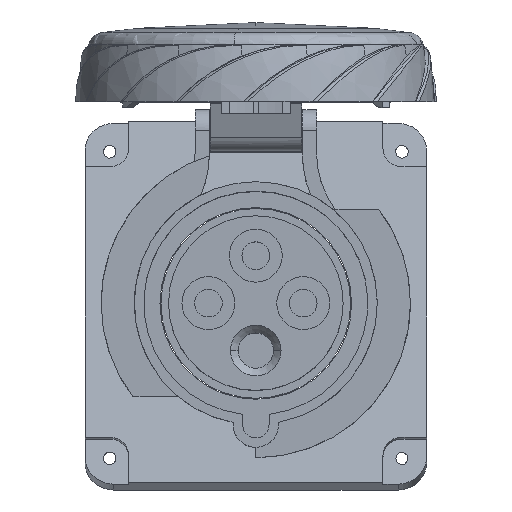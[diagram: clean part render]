
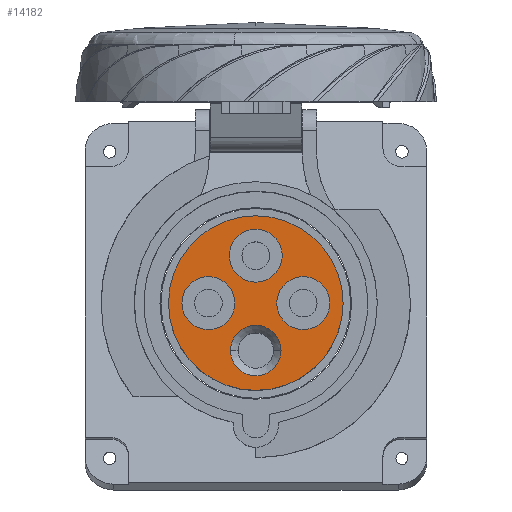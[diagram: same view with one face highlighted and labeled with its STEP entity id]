
A CAD part, top view. The second image highlights one B-rep face of the part: STEP entity #14182.
In plain terms, the highlighted planar face has unit normal (0, 0, 1).
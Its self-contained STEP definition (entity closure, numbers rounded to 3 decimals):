
#13423=CARTESIAN_POINT('',(0.,0.,0.));
#13424=DIRECTION('',(0.,0.,-1.));
#13425=DIRECTION('',(0.,1.,0.));
#13426=AXIS2_PLACEMENT_3D('',#13423,#13424,#13425);
#13428=CARTESIAN_POINT('',(0.,0.,0.));
#13429=DIRECTION('',(0.,0.,-1.));
#13430=DIRECTION('',(0.,-1.,0.));
#13431=AXIS2_PLACEMENT_3D('',#13428,#13429,#13430);
#13433=CARTESIAN_POINT('',(0.,-12.5,0.));
#13434=DIRECTION('',(0.,0.,1.));
#13435=DIRECTION('',(-1.,0.,0.));
#13436=AXIS2_PLACEMENT_3D('',#13433,#13434,#13435);
#13438=CARTESIAN_POINT('',(0.,-12.5,0.));
#13439=DIRECTION('',(0.,0.,1.));
#13440=DIRECTION('',(0.,-1.,0.));
#13441=AXIS2_PLACEMENT_3D('',#13438,#13439,#13440);
#13443=CARTESIAN_POINT('',(0.,-12.5,0.));
#13444=DIRECTION('',(0.,0.,1.));
#13445=DIRECTION('',(1.,0.,0.));
#13446=AXIS2_PLACEMENT_3D('',#13443,#13444,#13445);
#13448=CARTESIAN_POINT('',(0.,-12.5,0.));
#13449=DIRECTION('',(0.,0.,1.));
#13450=DIRECTION('',(0.,1.,0.));
#13451=AXIS2_PLACEMENT_3D('',#13448,#13449,#13450);
#13453=CARTESIAN_POINT('',(0.,12.5,0.));
#13454=DIRECTION('',(0.,0.,1.));
#13455=DIRECTION('',(1.,0.,0.));
#13456=AXIS2_PLACEMENT_3D('',#13453,#13454,#13455);
#13458=CARTESIAN_POINT('',(0.,12.5,0.));
#13459=DIRECTION('',(0.,0.,1.));
#13460=DIRECTION('',(-1.,0.,0.));
#13461=AXIS2_PLACEMENT_3D('',#13458,#13459,#13460);
#13463=CARTESIAN_POINT('',(12.5,0.,0.));
#13464=DIRECTION('',(0.,0.,1.));
#13465=DIRECTION('',(1.,0.,0.));
#13466=AXIS2_PLACEMENT_3D('',#13463,#13464,#13465);
#13468=CARTESIAN_POINT('',(12.5,0.,0.));
#13469=DIRECTION('',(0.,0.,1.));
#13470=DIRECTION('',(-1.,0.,0.));
#13471=AXIS2_PLACEMENT_3D('',#13468,#13469,#13470);
#13473=CARTESIAN_POINT('',(-12.5,0.,0.));
#13474=DIRECTION('',(0.,0.,1.));
#13475=DIRECTION('',(1.,0.,0.));
#13476=AXIS2_PLACEMENT_3D('',#13473,#13474,#13475);
#13478=CARTESIAN_POINT('',(-12.5,0.,0.));
#13479=DIRECTION('',(0.,0.,1.));
#13480=DIRECTION('',(-1.,0.,0.));
#13481=AXIS2_PLACEMENT_3D('',#13478,#13479,#13480);
#13983=CARTESIAN_POINT('',(0.,23.,0.));
#13984=CARTESIAN_POINT('',(0.,-23.,0.));
#13985=VERTEX_POINT('',#13983);
#13986=VERTEX_POINT('',#13984);
#13987=CARTESIAN_POINT('',(-6.65,-12.5,0.));
#13988=CARTESIAN_POINT('',(0.,-19.15,0.));
#13989=VERTEX_POINT('',#13987);
#13990=VERTEX_POINT('',#13988);
#13991=CARTESIAN_POINT('',(6.65,-12.5,0.));
#13992=VERTEX_POINT('',#13991);
#13993=CARTESIAN_POINT('',(0.,-5.85,0.));
#13994=VERTEX_POINT('',#13993);
#13995=CARTESIAN_POINT('',(6.974,12.5,0.));
#13996=CARTESIAN_POINT('',(-6.974,12.5,0.));
#13997=VERTEX_POINT('',#13995);
#13998=VERTEX_POINT('',#13996);
#13999=CARTESIAN_POINT('',(19.474,0.,0.));
#14000=CARTESIAN_POINT('',(5.526,0.,0.));
#14001=VERTEX_POINT('',#13999);
#14002=VERTEX_POINT('',#14000);
#14003=CARTESIAN_POINT('',(-5.526,0.,0.));
#14004=CARTESIAN_POINT('',(-19.474,0.,0.));
#14005=VERTEX_POINT('',#14003);
#14006=VERTEX_POINT('',#14004);
#14143=CARTESIAN_POINT('',(0.,0.,0.));
#14144=DIRECTION('',(0.,0.,-1.));
#14145=DIRECTION('',(0.,-1.,0.));
#14146=AXIS2_PLACEMENT_3D('',#14143,#14144,#14145);
#14147=PLANE('',#14146);
#14149=ORIENTED_EDGE('',*,*,#14148,.T.);
#14151=ORIENTED_EDGE('',*,*,#14150,.T.);
#14152=EDGE_LOOP('',(#14149,#14151));
#14153=FACE_OUTER_BOUND('',#14152,.F.);
#14155=ORIENTED_EDGE('',*,*,#14154,.T.);
#14157=ORIENTED_EDGE('',*,*,#14156,.T.);
#14159=ORIENTED_EDGE('',*,*,#14158,.T.);
#14161=ORIENTED_EDGE('',*,*,#14160,.T.);
#14162=EDGE_LOOP('',(#14155,#14157,#14159,#14161));
#14163=FACE_BOUND('',#14162,.F.);
#14165=ORIENTED_EDGE('',*,*,#14164,.T.);
#14167=ORIENTED_EDGE('',*,*,#14166,.T.);
#14168=EDGE_LOOP('',(#14165,#14167));
#14169=FACE_BOUND('',#14168,.F.);
#14171=ORIENTED_EDGE('',*,*,#14170,.T.);
#14173=ORIENTED_EDGE('',*,*,#14172,.T.);
#14174=EDGE_LOOP('',(#14171,#14173));
#14175=FACE_BOUND('',#14174,.F.);
#14177=ORIENTED_EDGE('',*,*,#14176,.T.);
#14179=ORIENTED_EDGE('',*,*,#14178,.T.);
#14180=EDGE_LOOP('',(#14177,#14179));
#14181=FACE_BOUND('',#14180,.F.);
#14182=ADVANCED_FACE('',(#14153,#14163,#14169,#14175,#14181),#14147,.F.);
#13427=CIRCLE('',#13426,23.);
#13432=CIRCLE('',#13431,23.);
#13437=CIRCLE('',#13436,6.65);
#13442=CIRCLE('',#13441,6.65);
#13447=CIRCLE('',#13446,6.65);
#13452=CIRCLE('',#13451,6.65);
#13457=CIRCLE('',#13456,6.974);
#13462=CIRCLE('',#13461,6.974);
#13467=CIRCLE('',#13466,6.974);
#13472=CIRCLE('',#13471,6.974);
#13477=CIRCLE('',#13476,6.974);
#13482=CIRCLE('',#13481,6.974);
#14148=EDGE_CURVE('',#13985,#13986,#13427,.T.);
#14150=EDGE_CURVE('',#13986,#13985,#13432,.T.);
#14154=EDGE_CURVE('',#13989,#13990,#13437,.T.);
#14156=EDGE_CURVE('',#13990,#13992,#13442,.T.);
#14158=EDGE_CURVE('',#13992,#13994,#13447,.T.);
#14160=EDGE_CURVE('',#13994,#13989,#13452,.T.);
#14164=EDGE_CURVE('',#13997,#13998,#13457,.T.);
#14166=EDGE_CURVE('',#13998,#13997,#13462,.T.);
#14170=EDGE_CURVE('',#14001,#14002,#13467,.T.);
#14172=EDGE_CURVE('',#14002,#14001,#13472,.T.);
#14176=EDGE_CURVE('',#14005,#14006,#13477,.T.);
#14178=EDGE_CURVE('',#14006,#14005,#13482,.T.);
